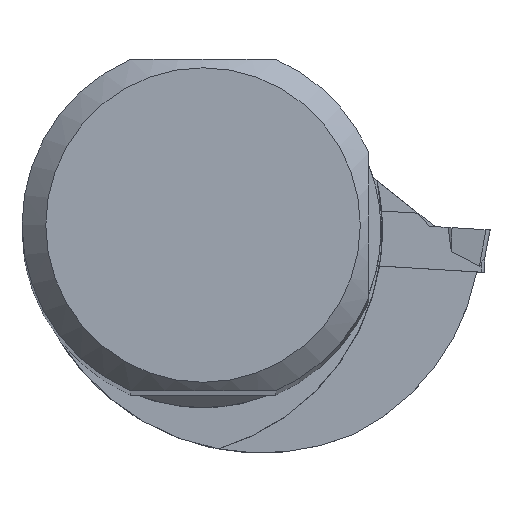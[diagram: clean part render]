
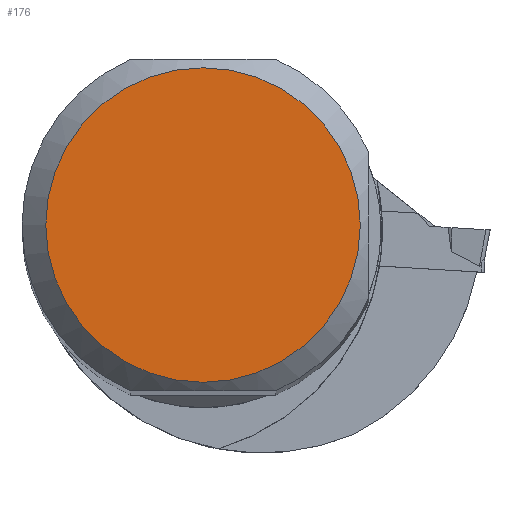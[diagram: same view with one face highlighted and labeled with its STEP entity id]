
A CAD part, top view. The second image highlights one B-rep face of the part: STEP entity #176.
In plain terms, the highlighted planar face has unit normal (0, 0, 1).
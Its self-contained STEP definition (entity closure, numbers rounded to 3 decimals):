
#176=ADVANCED_FACE('',(#277),#234,.F.);
#234=PLANE('',#1462);
#277=FACE_OUTER_BOUND('',#348,.T.);
#348=EDGE_LOOP('',(#741));
#405=CIRCLE('',#1446,16.55);
#741=ORIENTED_EDGE('',*,*,#1189,.T.);
#1050=VERTEX_POINT('',#2107);
#1189=EDGE_CURVE('',#1050,#1050,#405,.T.);
#1446=AXIS2_PLACEMENT_3D('',#2106,#1624,#1625);
#1462=AXIS2_PLACEMENT_3D('',#2123,#1656,#1657);
#1624=DIRECTION('',(0.,0.,1.));
#1625=DIRECTION('',(0.,1.,0.));
#1656=DIRECTION('',(0.,0.,-1.));
#1657=DIRECTION('',(0.,1.,0.));
#2106=CARTESIAN_POINT('',(0.,0.,0.));
#2107=CARTESIAN_POINT('',(0.,16.55,0.));
#2123=CARTESIAN_POINT('',(0.,0.,0.));
